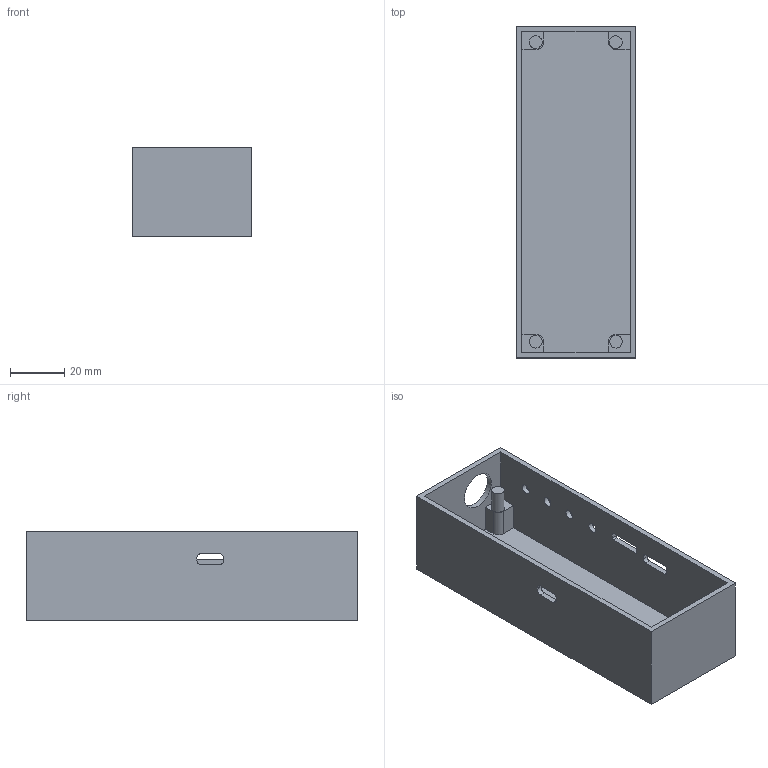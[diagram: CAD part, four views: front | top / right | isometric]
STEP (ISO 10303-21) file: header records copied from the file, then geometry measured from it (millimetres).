
FILE_DESCRIPTION(('FreeCAD Model'),'2;1');
FILE_NAME('Open CASCADE Shape Model','2023-06-28T08:09:44',('Author'),( ''),'Open CASCADE STEP processor 7.6','FreeCAD','Unknown');
FILE_SCHEMA(('AUTOMOTIVE_DESIGN { 1 0 10303 214 1 1 1 1 }'));
Length unit declared in the file: millimetre
Products named in the file (1): Master_Case
Bounding box: 44 x 122.6 x 33 mm (x, y, z)
Volume: 32990 mm3; surface area: 31780.4 mm2
Topology: 1 solids, 1 shells, 68 faces, 175 edges, 118 vertices
Faces by surface type: plane 43, cylinder 25
Full cylindrical faces by diameter (mm): 3.6 x4, 4.7 x4, 14 x1
Entity records: 4518 total; most frequent: CARTESIAN_POINT 916, DIRECTION 683, LINE 413, VECTOR 413, ORIENTED_EDGE 350, PCURVE 350, DEFINITIONAL_REPRESENTATION 350, EDGE_CURVE 175
